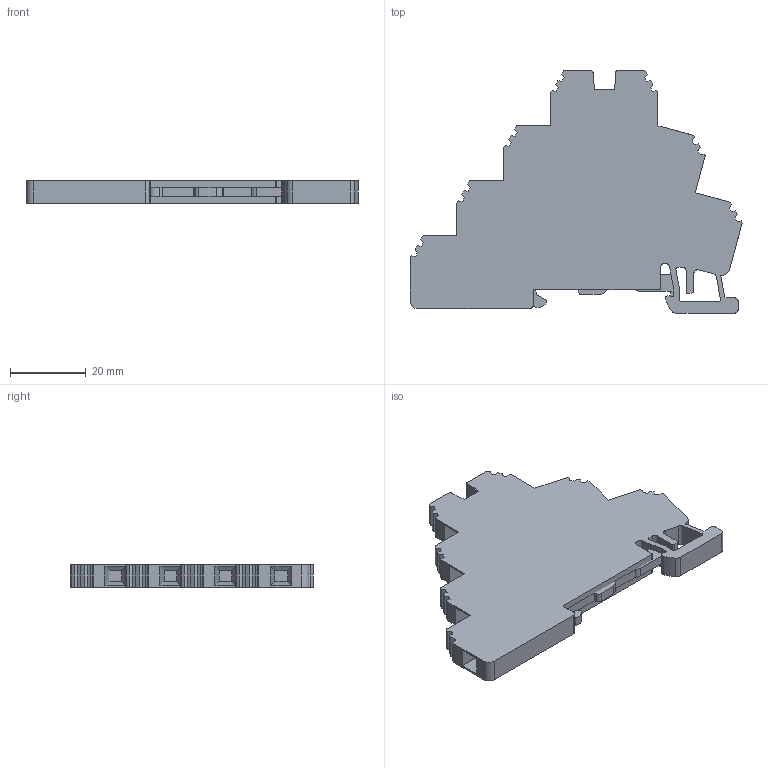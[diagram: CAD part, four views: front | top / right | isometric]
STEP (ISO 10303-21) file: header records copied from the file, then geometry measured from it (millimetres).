
FILE_DESCRIPTION (( 'STEP AP214' ), '1' );
FILE_NAME ('KN-TG12.step', '2015-05-04T11:28:17', ( '' ), ( '' ), 'SwSTEP 2.0', 'SolidWorks 2014', '' );
FILE_SCHEMA (( 'AUTOMOTIVE_DESIGN' ));
Length unit declared in the file: millimetre
Products named in the file (1): KN-TG12
Bounding box: 87.5 x 63.9 x 6 mm (x, y, z)
Volume: 20494.3 mm3; surface area: 10253.3 mm2
Topology: 2 solids, 2 shells, 252 faces, 730 edges, 484 vertices
Faces by surface type: plane 189, cylinder 63
Entity records: 8547 total; most frequent: CARTESIAN_POINT 1467, ORIENTED_EDGE 1460, DIRECTION 1362, EDGE_CURVE 730, LINE 604, VECTOR 604, VERTEX_POINT 484, AXIS2_PLACEMENT_3D 379
